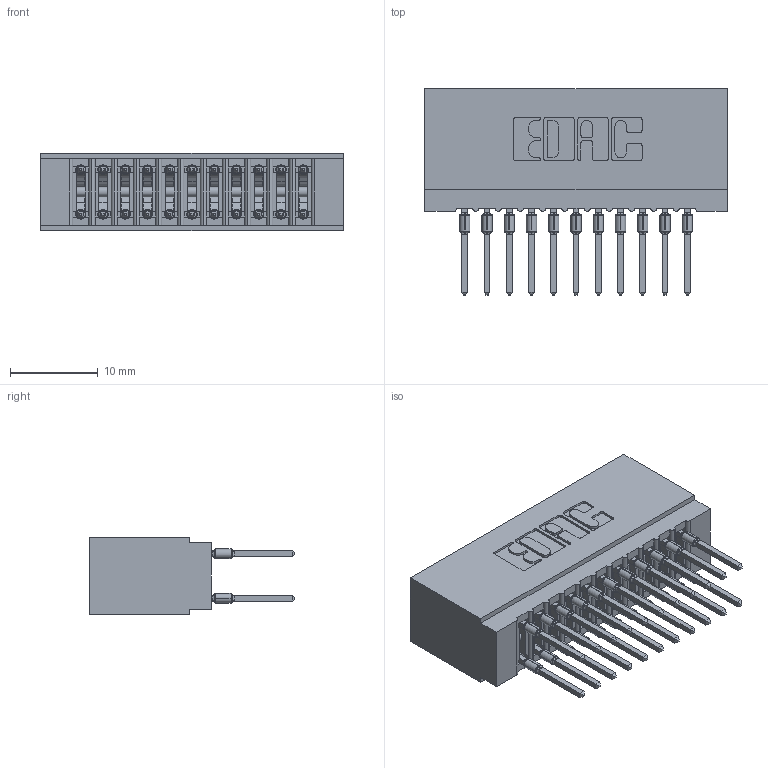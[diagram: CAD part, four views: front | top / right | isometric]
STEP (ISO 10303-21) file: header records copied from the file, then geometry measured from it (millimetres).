
FILE_DESCRIPTION (( 'STEP AP203' ), '1' );
FILE_NAME ('725-022-522-201.STEP', '2026-02-24T16:53:17', ( '' ), ( '' ), 'SwSTEP 2.0', 'SolidWorks 2023', '' );
FILE_SCHEMA (( 'CONFIG_CONTROL_DESIGN' ));
Length unit declared in the file: millimetre
Products named in the file (3): 725-022-522-201; 745-292-001_522; 725 Part_Insulator Option - 01
Assembly tree (23 placements, depth 2):
  725-022-522-201
    725 Part_Insulator Option - 01
    745-292-001_522  x22
Bounding box: 34.54 x 23.51 x 8.89 mm (x, y, z)
Volume: 2918.9 mm3; surface area: 5583.1 mm2
Topology: 23 solids, 23 shells, 2064 faces, 5545 edges, 3490 vertices
Faces by surface type: plane 1067, bspline 440, cylinder 425, torus 132
Entity records: 22715 total; most frequent: CARTESIAN_POINT 4451, ORIENTED_EDGE 3824, DIRECTION 3370, EDGE_CURVE 1912, VECTOR 1664, LINE 1664, VERTEX_POINT 1222, AXIS2_PLACEMENT_3D 853
